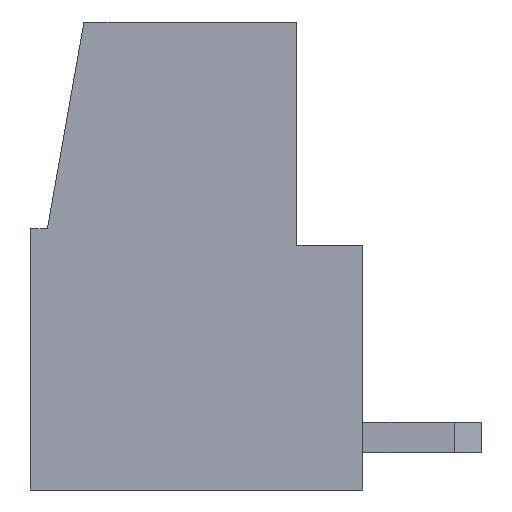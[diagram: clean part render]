
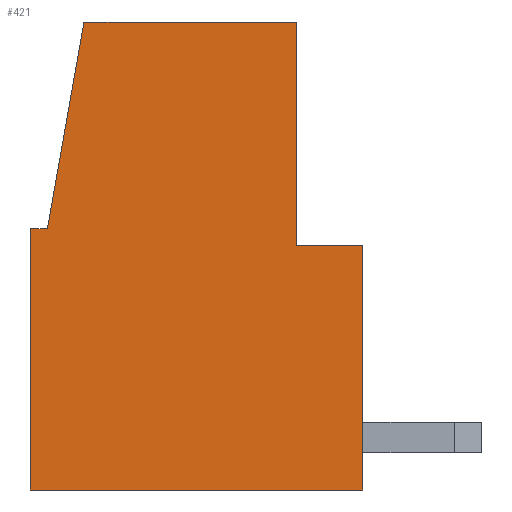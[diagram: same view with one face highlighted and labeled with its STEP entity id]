
A CAD part, left-side view. The second image highlights one B-rep face of the part: STEP entity #421.
In plain terms, the highlighted planar face has unit normal (-1, 0, 0).
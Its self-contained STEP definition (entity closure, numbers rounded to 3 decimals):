
#421 = ADVANCED_FACE( 'F0', ( #1098 ), #1099, .T. );
#1098 = FACE_OUTER_BOUND( '', #2078, .T. );
#1099 = PLANE( '', #2079 );
#2078 = EDGE_LOOP( '', ( #3108, #3109, #3110, #3111, #3112, #3113, #3114, #3115 ) );
#2079 = AXIS2_PLACEMENT_3D( '', #3116, #3117, #3118 );
#3108 = ORIENTED_EDGE( '', *, *, #5923, .T. );
#3109 = ORIENTED_EDGE( '', *, *, #5924, .T. );
#3110 = ORIENTED_EDGE( '', *, *, #5925, .T. );
#3111 = ORIENTED_EDGE( '', *, *, #5926, .T. );
#3112 = ORIENTED_EDGE( '', *, *, #5927, .T. );
#3113 = ORIENTED_EDGE( '', *, *, #5928, .T. );
#3114 = ORIENTED_EDGE( '', *, *, #5929, .T. );
#3115 = ORIENTED_EDGE( '', *, *, #5930, .T. );
#3116 = CARTESIAN_POINT( '', ( -2.5, 0., 0. ) );
#3117 = DIRECTION( '', ( -1., 0., 0. ) );
#3118 = DIRECTION( '', ( 0., 1., 0. ) );
#5923 = EDGE_CURVE( '', #7083, #7084, #7085, .T. );
#5924 = EDGE_CURVE( '', #7084, #7086, #7087, .T. );
#5925 = EDGE_CURVE( '', #7086, #7088, #7089, .T. );
#5926 = EDGE_CURVE( '', #7088, #7090, #7091, .T. );
#5927 = EDGE_CURVE( '', #7090, #7092, #7093, .T. );
#5928 = EDGE_CURVE( '', #7092, #7094, #7095, .T. );
#5929 = EDGE_CURVE( '', #7094, #7096, #7097, .T. );
#5930 = EDGE_CURVE( '', #7096, #7083, #7098, .T. );
#7083 = VERTEX_POINT( '', #8768 );
#7084 = VERTEX_POINT( '', #8769 );
#7085 = LINE( '', #8770, #8771 );
#7086 = VERTEX_POINT( '', #8772 );
#7087 = LINE( '', #8773, #8774 );
#7088 = VERTEX_POINT( '', #8775 );
#7089 = LINE( '', #8776, #8777 );
#7090 = VERTEX_POINT( '', #8778 );
#7091 = LINE( '', #8779, #8780 );
#7092 = VERTEX_POINT( '', #8781 );
#7093 = LINE( '', #8782, #8783 );
#7094 = VERTEX_POINT( '', #8784 );
#7095 = LINE( '', #8785, #8786 );
#7096 = VERTEX_POINT( '', #8787 );
#7097 = LINE( '', #8788, #8789 );
#7098 = LINE( '', #8790, #8791 );
#8768 = CARTESIAN_POINT( '', ( -2.5, -1.576, 13.8 ) );
#8769 = CARTESIAN_POINT( '', ( -2.5, -0.5, 7.7 ) );
#8770 = CARTESIAN_POINT( '', ( -2.5, 1.396, -3.05 ) );
#8771 = VECTOR( '', #11066, 1000. );
#8772 = CARTESIAN_POINT( '', ( -2.5, 0., 7.7 ) );
#8773 = CARTESIAN_POINT( '', ( -2.5, -21.3, 7.7 ) );
#8774 = VECTOR( '', #11067, 1000. );
#8775 = CARTESIAN_POINT( '', ( -2.5, 0., 0. ) );
#8776 = CARTESIAN_POINT( '', ( -2.5, 0., -3.05 ) );
#8777 = VECTOR( '', #11068, 1000. );
#8778 = CARTESIAN_POINT( '', ( -2.5, -9.8, 0. ) );
#8779 = CARTESIAN_POINT( '', ( -2.5, 0., 0. ) );
#8780 = VECTOR( '', #11069, 1000. );
#8781 = CARTESIAN_POINT( '', ( -2.5, -9.8, 7.2 ) );
#8782 = CARTESIAN_POINT( '', ( -2.5, -9.8, -3.05 ) );
#8783 = VECTOR( '', #11070, 1000. );
#8784 = CARTESIAN_POINT( '', ( -2.5, -7.85, 7.2 ) );
#8785 = CARTESIAN_POINT( '', ( -2.5, -21.3, 7.2 ) );
#8786 = VECTOR( '', #11071, 1000. );
#8787 = CARTESIAN_POINT( '', ( -2.5, -7.85, 13.8 ) );
#8788 = CARTESIAN_POINT( '', ( -2.5, -7.85, -3.05 ) );
#8789 = VECTOR( '', #11072, 1000. );
#8790 = CARTESIAN_POINT( '', ( -2.5, 0., 13.8 ) );
#8791 = VECTOR( '', #11073, 1000. );
#11066 = DIRECTION( '', ( 0., 0.174, -0.985 ) );
#11067 = DIRECTION( '', ( 0., 1., 0. ) );
#11068 = DIRECTION( '', ( 0., 0., -1. ) );
#11069 = DIRECTION( '', ( 0., -1., 0. ) );
#11070 = DIRECTION( '', ( 0., 0., 1. ) );
#11071 = DIRECTION( '', ( 0., 1., 0. ) );
#11072 = DIRECTION( '', ( 0., 0., 1. ) );
#11073 = DIRECTION( '', ( 0., 1., 0. ) );
